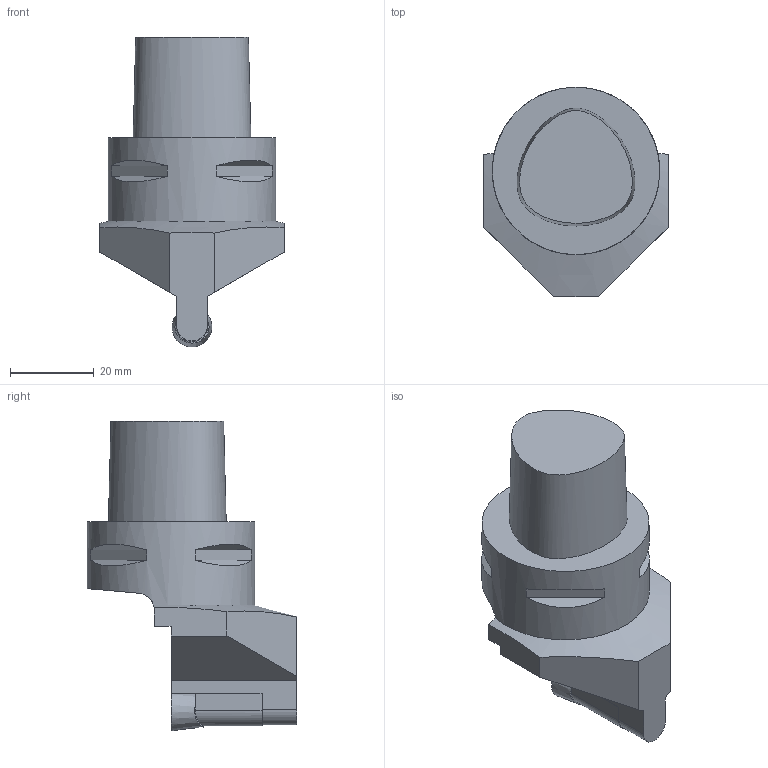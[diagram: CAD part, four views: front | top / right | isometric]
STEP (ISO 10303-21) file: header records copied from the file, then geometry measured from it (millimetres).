
FILE_DESCRIPTION(/* description */ (''),/* implementation_level */ '2;1');
FILE_NAME(/* name */ 'C4-CRDCN-00050-09C.stp',/* time_stamp */ '2018-02-15T16:17:32+06:00',/* author */ (''),/* organization */ (''),/* preprocessor_version */ 'ST-DEVELOPER v16',/* originating_system */ 'SIEMENS PLM Software NX 11.0',/* authorisation */ '');
FILE_SCHEMA (('AUTOMOTIVE_DESIGN { 1 0 10303 214 3 1 1 1 }'));
Length unit declared in the file: millimetre
Products named in the file (1): C4-CRDCN-00050-09C
Bounding box: 44 x 50 x 74.01 mm (x, y, z)
Volume: 55277.1 mm3; surface area: 11988.3 mm2
Topology: 4 solids, 4 shells, 48 faces, 108 edges, 72 vertices
Faces by surface type: plane 40, cylinder 4, cone 3, bspline 1
Full cylindrical faces by diameter (mm): 40 x1
Entity records: 1924 total; most frequent: CARTESIAN_POINT 794, DIRECTION 217, ORIENTED_EDGE 206, EDGE_CURVE 103, AXIS2_PLACEMENT_3D 75, VERTEX_POINT 70, LINE 67, VECTOR 67
